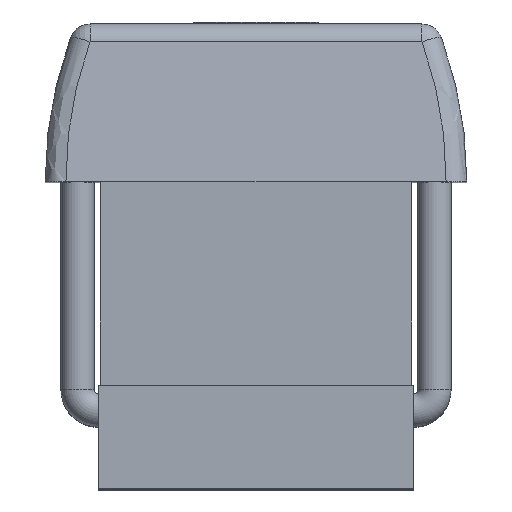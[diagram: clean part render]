
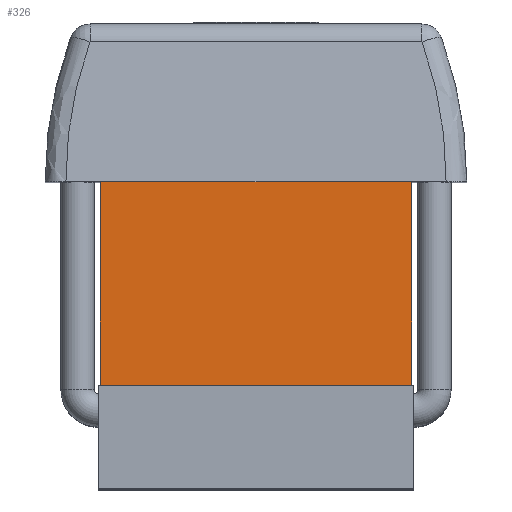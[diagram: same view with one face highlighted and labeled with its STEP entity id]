
A CAD part, top view. The second image highlights one B-rep face of the part: STEP entity #326.
In plain terms, the highlighted planar face has unit normal (0, 0, 1).
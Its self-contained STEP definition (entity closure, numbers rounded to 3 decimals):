
#60 = CARTESIAN_POINT ( 'NONE',  ( -0.375, 0.74, 0.76 ) ) ;
#136 = VERTEX_POINT ( 'NONE', #2439 ) ;
#283 = VERTEX_POINT ( 'NONE', #636 ) ;
#326 = ADVANCED_FACE ( 'NONE', ( #1245 ), #2833, .F. ) ;
#332 = EDGE_CURVE ( 'NONE', #283, #3522, #1005, .T. ) ;
#353 = CARTESIAN_POINT ( 'NONE',  ( 0.375, 0.25, 0.76 ) ) ;
#474 = EDGE_CURVE ( 'NONE', #136, #3710, #2912, .T. ) ;
#573 = CARTESIAN_POINT ( 'NONE',  ( -0.38, 0.74, 0.76 ) ) ;
#636 = CARTESIAN_POINT ( 'NONE',  ( 0.375, 0.74, 0.76 ) ) ;
#659 = DIRECTION ( 'NONE',  ( -1., 0., 0. ) ) ;
#678 = DIRECTION ( 'NONE',  ( 0., 0., -1. ) ) ;
#880 = LINE ( 'NONE', #573, #2657 ) ;
#891 = DIRECTION ( 'NONE',  ( -1., 0., 0. ) ) ;
#985 = CARTESIAN_POINT ( 'NONE',  ( -0.38, 0.74, 0.76 ) ) ;
#1005 = LINE ( 'NONE', #353, #3422 ) ;
#1097 = CARTESIAN_POINT ( 'NONE',  ( 0.375, 0.25, 0.76 ) ) ;
#1150 = AXIS2_PLACEMENT_3D ( 'NONE', #985, #678, #659 ) ;
#1245 = FACE_OUTER_BOUND ( 'NONE', #3589, .T. ) ;
#1470 = ORIENTED_EDGE ( 'NONE', *, *, #1647, .F. ) ;
#1606 = VECTOR ( 'NONE', #891, 1000. ) ;
#1625 = VECTOR ( 'NONE', #2300, 1000. ) ;
#1647 = EDGE_CURVE ( 'NONE', #3710, #283, #880, .T. ) ;
#1768 = ORIENTED_EDGE ( 'NONE', *, *, #332, .F. ) ;
#1816 = DIRECTION ( 'NONE',  ( 1., 0., 0. ) ) ;
#1920 = DIRECTION ( 'NONE',  ( 0., -1., 0. ) ) ;
#1989 = EDGE_CURVE ( 'NONE', #3522, #136, #3912, .T. ) ;
#2093 = CARTESIAN_POINT ( 'NONE',  ( -0.38, 0.25, 0.76 ) ) ;
#2116 = ORIENTED_EDGE ( 'NONE', *, *, #1989, .F. ) ;
#2300 = DIRECTION ( 'NONE',  ( 0., 1., 0. ) ) ;
#2439 = CARTESIAN_POINT ( 'NONE',  ( -0.375, 0.25, 0.76 ) ) ;
#2606 = CARTESIAN_POINT ( 'NONE',  ( -0.375, 0.74, 0.76 ) ) ;
#2657 = VECTOR ( 'NONE', #1816, 1000. ) ;
#2833 = PLANE ( 'NONE',  #1150 ) ;
#2912 = LINE ( 'NONE', #2606, #1625 ) ;
#2971 = ORIENTED_EDGE ( 'NONE', *, *, #474, .F. ) ;
#3422 = VECTOR ( 'NONE', #1920, 1000. ) ;
#3522 = VERTEX_POINT ( 'NONE', #1097 ) ;
#3589 = EDGE_LOOP ( 'NONE', ( #2116, #1768, #1470, #2971 ) ) ;
#3710 = VERTEX_POINT ( 'NONE', #60 ) ;
#3912 = LINE ( 'NONE', #2093, #1606 ) ;
